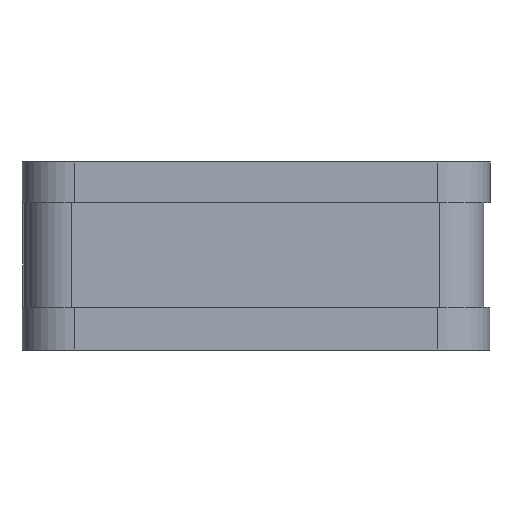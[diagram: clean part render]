
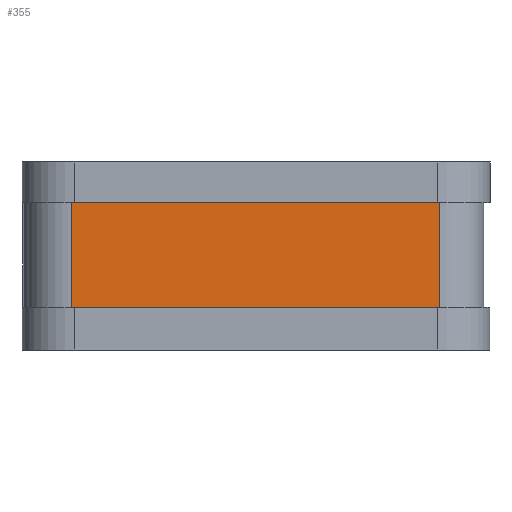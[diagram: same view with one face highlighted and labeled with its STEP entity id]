
A CAD part, front view. The second image highlights one B-rep face of the part: STEP entity #355.
In plain terms, the highlighted planar face has unit normal (0, -1, 0).
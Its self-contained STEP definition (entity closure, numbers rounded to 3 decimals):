
#355=ADVANCED_FACE('',(#936),#937,.T.);
#936=FACE_OUTER_BOUND('',#1540,.T.);
#937=PLANE('',#1541);
#1540=EDGE_LOOP('',(#3697,#3698,#3699,#3700,#3701,#3702,#3703,#3704));
#1541=AXIS2_PLACEMENT_3D('',#3705,#3706,#3707);
#3697=ORIENTED_EDGE('',*,*,#4000,.T.);
#3698=ORIENTED_EDGE('',*,*,#3997,.T.);
#3699=ORIENTED_EDGE('',*,*,#3995,.T.);
#3700=ORIENTED_EDGE('',*,*,#4517,.F.);
#3701=ORIENTED_EDGE('',*,*,#4444,.T.);
#3702=ORIENTED_EDGE('',*,*,#4418,.T.);
#3703=ORIENTED_EDGE('',*,*,#4395,.T.);
#3704=ORIENTED_EDGE('',*,*,#4258,.T.);
#3705=CARTESIAN_POINT('',(47.043,220.101,104.873));
#3706=DIRECTION('',(0.,-1.0,0.0));
#3707=DIRECTION('',(0.0,0.0,-1.0));
#3995=EDGE_CURVE('',#4836,#4834,#4837,.T.);
#3997=EDGE_CURVE('',#4839,#4836,#4840,.T.);
#4000=EDGE_CURVE('',#4843,#4839,#4844,.T.);
#4258=EDGE_CURVE('',#5235,#4843,#5236,.T.);
#4395=EDGE_CURVE('',#5450,#5235,#5451,.T.);
#4418=EDGE_CURVE('',#5484,#5450,#5485,.T.);
#4444=EDGE_CURVE('',#5520,#5484,#5523,.T.);
#4517=EDGE_CURVE('',#5520,#4834,#5627,.T.);
#4834=VERTEX_POINT('',#6002);
#4836=VERTEX_POINT('',#6004);
#4837=LINE('',#6005,#6006);
#4839=VERTEX_POINT('',#6009);
#4840=LINE('',#6010,#6011);
#4843=VERTEX_POINT('',#6016);
#4844=LINE('',#6017,#6018);
#5235=VERTEX_POINT('',#6604);
#5236=LINE('',#6605,#6606);
#5450=VERTEX_POINT('',#6926);
#5451=LINE('',#6927,#6928);
#5484=VERTEX_POINT('',#6982);
#5485=LINE('',#6983,#6984);
#5520=VERTEX_POINT('',#7033);
#5523=LINE('',#7036,#7037);
#5627=LINE('',#7196,#7197);
#6002=CARTESIAN_POINT('',(47.043,220.101,194.873));
#6004=CARTESIAN_POINT('',(48.393,220.101,194.873));
#6005=CARTESIAN_POINT('',(90.455,220.101,194.873));
#6006=VECTOR('',#7495,1.0);
#6009=CARTESIAN_POINT('',(226.393,220.101,194.873));
#6010=CARTESIAN_POINT('',(90.455,220.101,194.873));
#6011=VECTOR('',#7497,1.0);
#6016=CARTESIAN_POINT('',(227.043,220.101,194.873));
#6017=CARTESIAN_POINT('',(90.455,220.101,194.873));
#6018=VECTOR('',#7500,1.0);
#6604=CARTESIAN_POINT('',(227.043,220.101,104.873));
#6605=CARTESIAN_POINT('',(227.043,220.101,104.873));
#6606=VECTOR('',#7882,1000.0);
#6926=CARTESIAN_POINT('',(226.393,220.101,104.873));
#6927=CARTESIAN_POINT('',(47.043,220.101,104.873));
#6928=VECTOR('',#8079,1000.0);
#6982=CARTESIAN_POINT('',(48.393,220.101,104.873));
#6983=CARTESIAN_POINT('',(47.043,220.101,104.873));
#6984=VECTOR('',#8104,1000.0);
#7033=CARTESIAN_POINT('',(47.043,220.101,104.873));
#7036=CARTESIAN_POINT('',(47.043,220.101,104.873));
#7037=VECTOR('',#8152,1000.0);
#7196=CARTESIAN_POINT('',(47.043,220.101,104.873));
#7197=VECTOR('',#8259,1000.0);
#7495=DIRECTION('',(-1.0,0.,-0.0));
#7497=DIRECTION('',(-1.0,0.,-0.0));
#7500=DIRECTION('',(-1.0,0.,-0.0));
#7882=DIRECTION('',(0.0,0.0,1.0));
#8079=DIRECTION('',(1.0,0.,0.0));
#8104=DIRECTION('',(1.0,0.,0.0));
#8152=DIRECTION('',(1.0,0.,0.0));
#8259=DIRECTION('',(0.0,0.0,1.0));
